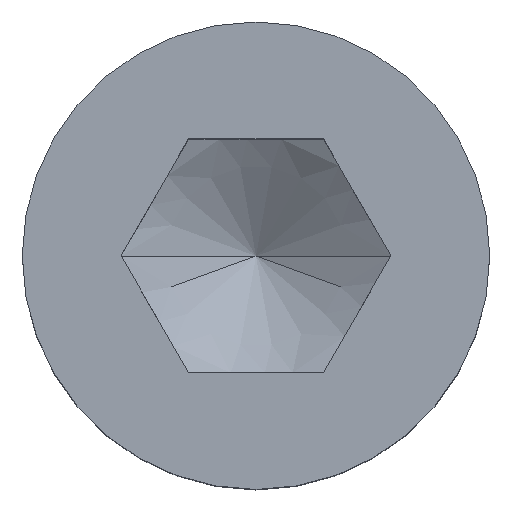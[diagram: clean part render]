
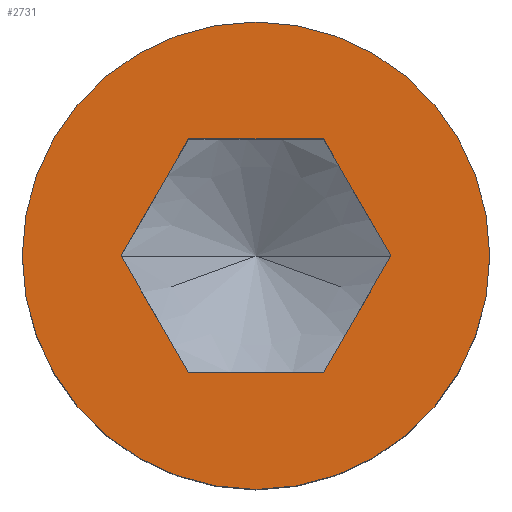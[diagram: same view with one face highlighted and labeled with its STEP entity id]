
A CAD part, top view. The second image highlights one B-rep face of the part: STEP entity #2731.
In plain terms, the highlighted planar face has unit normal (0, 0, 1).
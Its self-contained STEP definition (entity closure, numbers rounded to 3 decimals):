
#2003=VERTEX_POINT('',#4848);
#2045=VERTEX_POINT('',#4895);
#2301=VERTEX_POINT('',#5187);
#2309=VERTEX_POINT('',#5196);
#2355=EDGE_CURVE('',#3461,#2969,#5246,.T.);
#2731=ADVANCED_FACE('',(#5664,#5665),#5666,.T.);
#2751=EDGE_CURVE('',#2045,#2309,#5687,.T.);
#2941=EDGE_CURVE('',#2309,#3461,#5901,.T.);
#2969=VERTEX_POINT('',#5933);
#3239=EDGE_CURVE('',#2301,#3279,#6225,.T.);
#3279=VERTEX_POINT('',#6267);
#3283=EDGE_CURVE('',#3725,#2003,#6271,.T.);
#3461=VERTEX_POINT('',#6469);
#3557=EDGE_CURVE('',#2003,#2045,#6578,.T.);
#3725=VERTEX_POINT('',#6765);
#3759=EDGE_CURVE('',#3279,#2301,#6803,.T.);
#3995=EDGE_CURVE('',#2969,#3725,#7067,.T.);
#4848=CARTESIAN_POINT('',(5.485,9.5,24.0));
#4895=CARTESIAN_POINT('',(10.97,0.0,24.0));
#5187=CARTESIAN_POINT('',(-19.0,0.0,24.0));
#5196=CARTESIAN_POINT('',(5.485,-9.5,24.0));
#5246=LINE('',#8773,#8774);
#5664=FACE_OUTER_BOUND('',#9375,.T.);
#5665=FACE_BOUND('',#9376,.T.);
#5666=PLANE('',#9377);
#5687=LINE('',#9411,#9412);
#5901=LINE('',#9739,#9740);
#5933=CARTESIAN_POINT('',(-10.97,0.0,24.0));
#6225=CIRCLE('',#10206,19.0);
#6267=CARTESIAN_POINT('',(19.0,0.,24.0));
#6271=LINE('',#10269,#10270);
#6469=CARTESIAN_POINT('',(-5.485,-9.5,24.0));
#6578=LINE('',#10695,#10696);
#6765=CARTESIAN_POINT('',(-5.485,9.5,24.0));
#6803=CIRCLE('',#11017,19.0);
#7067=LINE('',#11398,#11399);
#8773=CARTESIAN_POINT('',(-9.598,-2.375,24.0));
#8774=VECTOR('',#13024,1.0);
#9375=EDGE_LOOP('',(#13490,#13491));
#9376=EDGE_LOOP('',(#13492,#13493,#13494,#13495,#13496,#13497));
#9377=AXIS2_PLACEMENT_3D('',#13498,#13499,#13500);
#9411=CARTESIAN_POINT('',(6.856,-7.125,24.0));
#9412=VECTOR('',#13515,1.0);
#9739=CARTESIAN_POINT('',(-2.742,-9.5,24.0));
#9740=VECTOR('',#13766,1.0);
#10206=AXIS2_PLACEMENT_3D('',#14063,#14064,#14065);
#10269=CARTESIAN_POINT('',(2.742,9.5,24.0));
#10270=VECTOR('',#14095,1.0);
#10695=CARTESIAN_POINT('',(9.598,2.375,24.0));
#10696=VECTOR('',#14431,1.0);
#11017=AXIS2_PLACEMENT_3D('',#14669,#14670,#14671);
#11398=CARTESIAN_POINT('',(-6.856,7.125,24.0));
#11399=VECTOR('',#14961,1.0);
#13024=DIRECTION('',(-0.5,0.866,0.0));
#13490=ORIENTED_EDGE('',*,*,#3239,.T.);
#13491=ORIENTED_EDGE('',*,*,#3759,.T.);
#13492=ORIENTED_EDGE('',*,*,#2355,.T.);
#13493=ORIENTED_EDGE('',*,*,#3995,.T.);
#13494=ORIENTED_EDGE('',*,*,#3283,.T.);
#13495=ORIENTED_EDGE('',*,*,#3557,.T.);
#13496=ORIENTED_EDGE('',*,*,#2751,.T.);
#13497=ORIENTED_EDGE('',*,*,#2941,.T.);
#13498=CARTESIAN_POINT('',(-14.486,0.,24.0));
#13499=DIRECTION('',(0.0,0.0,1.0));
#13500=DIRECTION('',(-1.0,0.,0.0));
#13515=DIRECTION('',(-0.5,-0.866,0.0));
#13766=DIRECTION('',(-1.0,0.0,0.0));
#14063=CARTESIAN_POINT('',(0.0,0.0,24.0));
#14064=DIRECTION('',(0.0,0.0,1.0));
#14065=DIRECTION('',(1.0,0.0,0.0));
#14095=DIRECTION('',(1.0,0.0,0.0));
#14431=DIRECTION('',(0.5,-0.866,0.0));
#14669=CARTESIAN_POINT('',(0.0,0.0,24.0));
#14670=DIRECTION('',(0.0,0.0,1.0));
#14671=DIRECTION('',(1.0,0.0,0.0));
#14961=DIRECTION('',(0.5,0.866,0.0));
